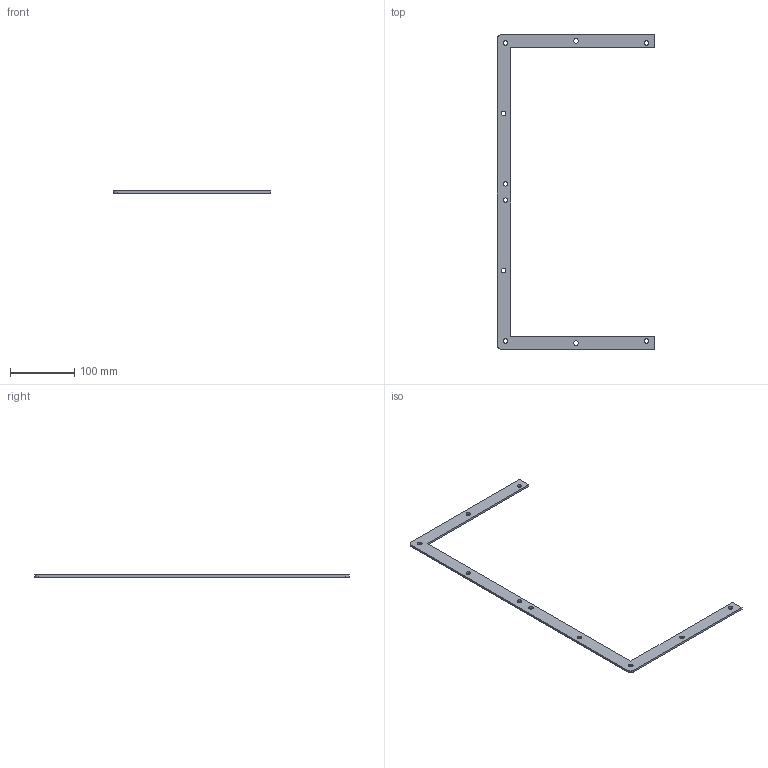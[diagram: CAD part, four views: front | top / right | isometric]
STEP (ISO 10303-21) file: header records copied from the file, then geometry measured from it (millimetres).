
FILE_DESCRIPTION(/* description */ ('JW, DROP HANGER, CRS, 8X8'),/* implementation_level */ '2;1');
FILE_NAME(/* name */ 'JWD8.stp',/* time_stamp */ '2017-05-23T15:52:56-05:00',/* author */ ('wford'),/* organization */ (''),/* preprocessor_version */ 'ST-DEVELOPER v16.1',/* originating_system */ 'Autodesk Inventor 2016',/* authorisation */ '');
FILE_SCHEMA (('AUTOMOTIVE_DESIGN { 1 0 10303 214 3 1 1 }'));
Length unit declared in the file: inch
Products named in the file (1): JWD
Bounding box: 244.47 x 488.95 x 3.17 mm (x, y, z)
Volume: 60091.3 mm3; surface area: 44623.4 mm2
Topology: 1 solids, 1 shells, 22 faces, 60 edges, 40 vertices
Faces by surface type: cylinder 12, plane 10
Full cylindrical faces by diameter (mm): 7.112 x10
Entity records: 724 total; most frequent: DIRECTION 120, CARTESIAN_POINT 113, ORIENTED_EDGE 100, EDGE_LOOP 52, EDGE_CURVE 50, AXIS2_PLACEMENT_3D 47, VERTEX_POINT 40, FACE_BOUND 30
